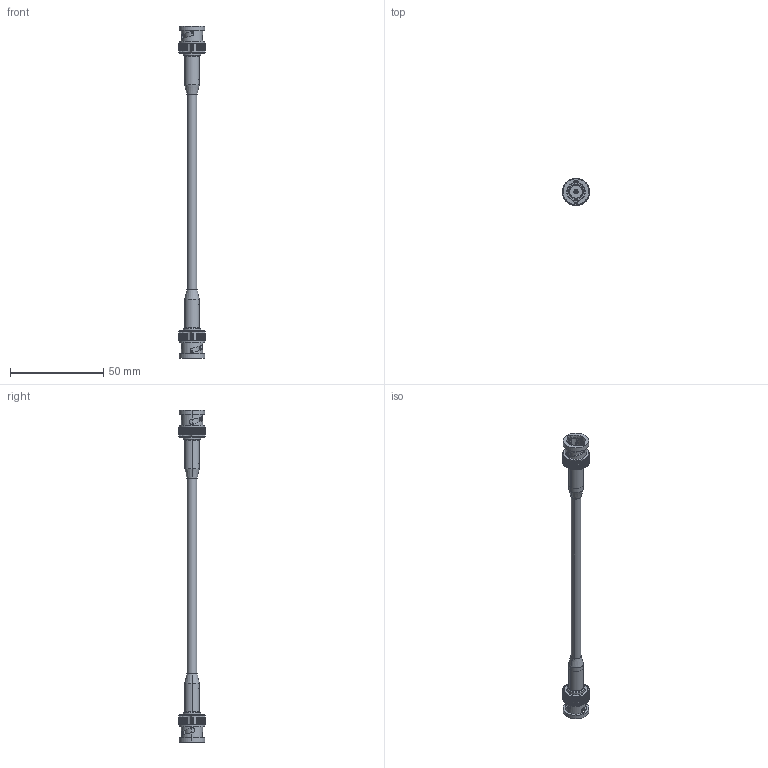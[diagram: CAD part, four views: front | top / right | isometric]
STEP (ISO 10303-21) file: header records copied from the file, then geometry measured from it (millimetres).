
FILE_DESCRIPTION (( 'STEP AP203' ), '1' );
FILE_NAME ('CC6PB-1.STEP', '2006-07-20T15:56:35', ( 'L-COM' ), ( 'L-COM' ), 'SwSTEP 2.0', 'SolidWorks 2006004', '' );
FILE_SCHEMA (( 'CONFIG_CONTROL_DESIGN' ));
Length unit declared in the file: inch
Products named in the file (7): 1AB05-013; 1AB05-013-MA1_with flange; 1AB05-013-MA2; 1AB05-013-MA3; cc6pb-ma1; CC6PB-1; 1AL07-011
Assembly tree (8 placements, depth 3):
  CC6PB-1
    cc6pb-ma1  x2
    1AL07-011
    1AB05-013  x2
      1AB05-013-MA2
      1AB05-013-MA3
      1AB05-013-MA1_with flange
Bounding box: 14.48 x 14.48 x 178.21 mm (x, y, z)
Volume: 6464.2 mm3; surface area: 10213.2 mm2
Topology: 9 solids, 9 shells, 732 faces, 2048 edges, 1352 vertices
Faces by surface type: plane 384, cylinder 304, cone 28, bspline 16
Entity records: 13484 total; most frequent: CARTESIAN_POINT 3003, ORIENTED_EDGE 2054, DIRECTION 2047, EDGE_CURVE 1027, AXIS2_PLACEMENT_3D 698, VERTEX_POINT 678, VECTOR 651, LINE 651
